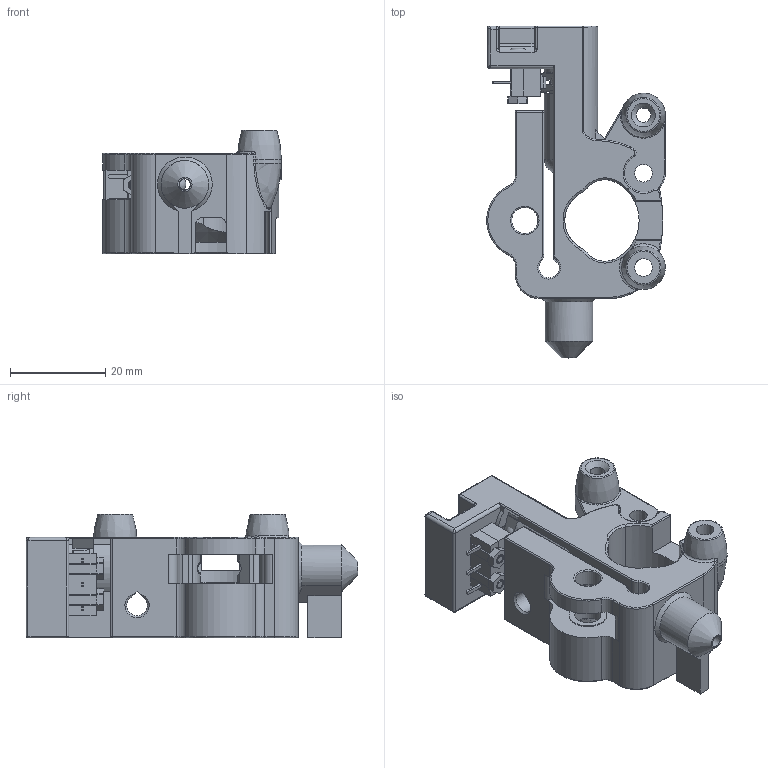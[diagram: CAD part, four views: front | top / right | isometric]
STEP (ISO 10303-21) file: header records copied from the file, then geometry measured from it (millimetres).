
FILE_DESCRIPTION(/* description */ (''),/* implementation_level */ '2;1');
FILE_NAME(/* name */ 'm3_filament_sensor.stp',/* time_stamp */ '2025-03-25T09:44:01-05:00',/* author */ (''),/* organization */ (''),/* preprocessor_version */ 'ST-DEVELOPER v15.2',/* originating_system */ 'Autodesk Translator Framework v2.0.0.5431',/* authorisation */ '');
FILE_SCHEMA (('AUTOMOTIVE_DESIGN { 1 0 10303 214 3 1 1 }'));
Length unit declared in the file: centimetre
Products named in the file (1): m3 drive gear with filament sensor
Bounding box: 37.5 x 69.65 x 26 mm (x, y, z)
Volume: 20247.9 mm3; surface area: 12549.4 mm2
Topology: 8 solids, 8 shells, 493 faces, 1334 edges, 851 vertices
Faces by surface type: plane 211, cylinder 156, torus 48, cone 42, bspline 29, sphere 7
Full cylindrical faces by diameter (mm): 0.3 x4, 1.478 x2, 2 x2, 2.36 x1, 2.4 x1, 2.68 x2, 3 x1, 3.5 x2, 3.7 x1, 4.3 x2, 4.4 x1, 5.5 x2, 7.9 x1, 8.6 x1
Entity records: 17933 total; most frequent: CARTESIAN_POINT 5926, ORIENTED_EDGE 2524, DIRECTION 2466, EDGE_CURVE 1262, AXIS2_PLACEMENT_3D 921, VERTEX_POINT 831, LINE 624, VECTOR 624
